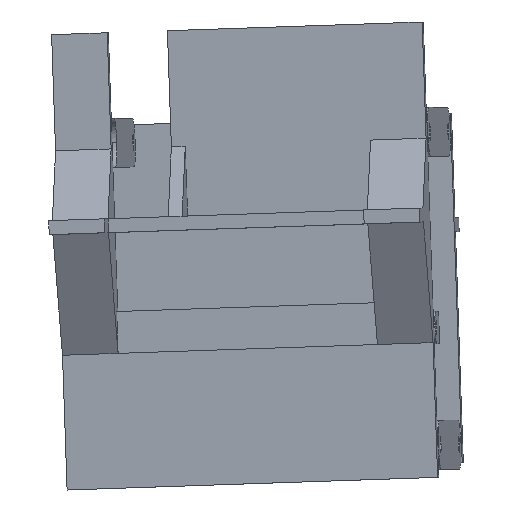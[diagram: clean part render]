
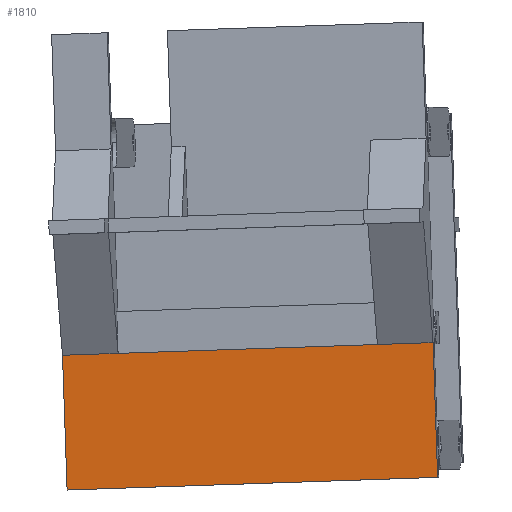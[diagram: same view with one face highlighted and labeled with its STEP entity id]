
A CAD part, top view. The second image highlights one B-rep face of the part: STEP entity #1810.
In plain terms, the highlighted face is planar.
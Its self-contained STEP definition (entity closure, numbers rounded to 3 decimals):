
#1617=CARTESIAN_POINT('Vertex',(40.,-26.,-10.)) ;
#1620=CARTESIAN_POINT('Line Origine',(40.,-40.5,-10.)) ;
#1624=CARTESIAN_POINT('Vertex',(40.,-55.,-10.)) ;
#1650=CARTESIAN_POINT('Line Origine',(0.,-55.,-10.)) ;
#1654=CARTESIAN_POINT('Vertex',(-40.,-55.,-10.)) ;
#1730=CARTESIAN_POINT('Line Origine',(-40.,-40.5,-10.)) ;
#1734=CARTESIAN_POINT('Vertex',(-40.,-26.,-10.)) ;
#1778=CARTESIAN_POINT('Axis2P3D Location',(-28.,-26.,-10.)) ;
#1783=CARTESIAN_POINT('Line Origine',(34.,-26.,-10.)) ;
#1787=CARTESIAN_POINT('Vertex',(28.,-26.,-10.)) ;
#1790=CARTESIAN_POINT('Line Origine',(0.,-26.,-10.)) ;
#1794=CARTESIAN_POINT('Vertex',(-28.,-26.,-10.)) ;
#1797=CARTESIAN_POINT('Line Origine',(-34.,-26.,-10.)) ;
#1621=DIRECTION('Vector Direction',(0.,-1.,0.)) ;
#1651=DIRECTION('Vector Direction',(-1.,0.,0.)) ;
#1731=DIRECTION('Vector Direction',(0.,-1.,0.)) ;
#1779=DIRECTION('Axis2P3D Direction',(-0.,-0.,-1.)) ;
#1780=DIRECTION('Axis2P3D XDirection',(0.,-1.,0.)) ;
#1784=DIRECTION('Vector Direction',(-1.,0.,0.)) ;
#1791=DIRECTION('Vector Direction',(1.,0.,0.)) ;
#1798=DIRECTION('Vector Direction',(-1.,0.,0.)) ;
#1781=AXIS2_PLACEMENT_3D('Plane Axis2P3D',#1778,#1779,#1780) ;
#1803=ORIENTED_EDGE('',*,*,#1789,.F.) ;
#1804=ORIENTED_EDGE('',*,*,#1796,.F.) ;
#1805=ORIENTED_EDGE('',*,*,#1801,.T.) ;
#1806=ORIENTED_EDGE('',*,*,#1736,.T.) ;
#1807=ORIENTED_EDGE('',*,*,#1656,.T.) ;
#1808=ORIENTED_EDGE('',*,*,#1626,.F.) ;
#1622=VECTOR('Line Direction',#1621,1.) ;
#1652=VECTOR('Line Direction',#1651,1.) ;
#1732=VECTOR('Line Direction',#1731,1.) ;
#1785=VECTOR('Line Direction',#1784,1.) ;
#1792=VECTOR('Line Direction',#1791,1.) ;
#1799=VECTOR('Line Direction',#1798,1.) ;
#1810=ADVANCED_FACE('Corps principal',(#1809),#1782,.F.) ;
#1626=EDGE_CURVE('',#1618,#1625,#1623,.T.) ;
#1656=EDGE_CURVE('',#1655,#1625,#1653,.F.) ;
#1736=EDGE_CURVE('',#1735,#1655,#1733,.T.) ;
#1789=EDGE_CURVE('',#1788,#1618,#1786,.F.) ;
#1796=EDGE_CURVE('',#1795,#1788,#1793,.T.) ;
#1801=EDGE_CURVE('',#1795,#1735,#1800,.T.) ;
#1802=EDGE_LOOP('',(#1803,#1804,#1805,#1806,#1807,#1808)) ;
#1809=FACE_OUTER_BOUND('',#1802,.T.) ;
#1623=LINE('Line',#1620,#1622) ;
#1653=LINE('Line',#1650,#1652) ;
#1733=LINE('Line',#1730,#1732) ;
#1786=LINE('Line',#1783,#1785) ;
#1793=LINE('Line',#1790,#1792) ;
#1800=LINE('Line',#1797,#1799) ;
#1782=PLANE('',#1781) ;
#1618=VERTEX_POINT('',#1617) ;
#1625=VERTEX_POINT('',#1624) ;
#1655=VERTEX_POINT('',#1654) ;
#1735=VERTEX_POINT('',#1734) ;
#1788=VERTEX_POINT('',#1787) ;
#1795=VERTEX_POINT('',#1794) ;
